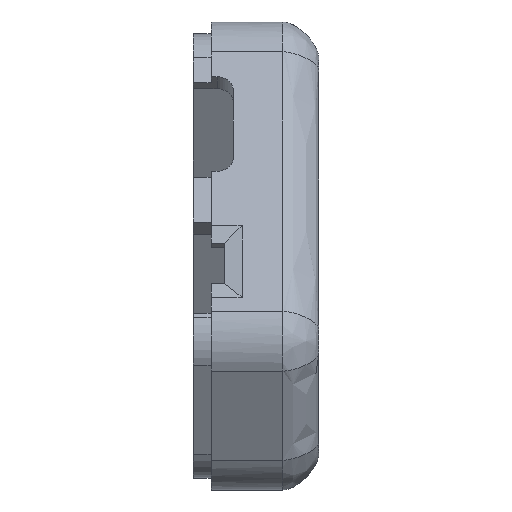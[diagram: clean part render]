
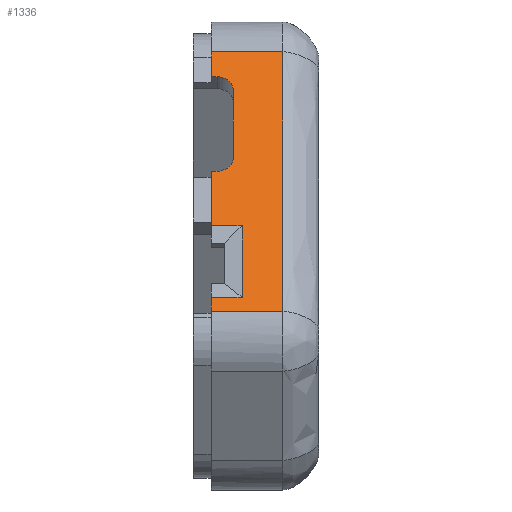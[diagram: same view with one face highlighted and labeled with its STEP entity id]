
A CAD part, left-side view. The second image highlights one B-rep face of the part: STEP entity #1336.
In plain terms, the highlighted planar face has unit normal (-0.866, 0, 0.5).
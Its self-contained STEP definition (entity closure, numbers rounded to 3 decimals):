
#4 = VERTEX_POINT ( 'NONE', #1379 ) ;
#15 = VERTEX_POINT ( 'NONE', #1960 ) ;
#24 = VECTOR ( 'NONE', #1231, 1000. ) ;
#33 = LINE ( 'NONE', #111, #354 ) ;
#36 = B_SPLINE_CURVE_WITH_KNOTS ( 'NONE', 3,
 ( #1417, #1701, #560, #1948 ),
 .UNSPECIFIED., .F., .F.,
 ( 4, 4 ),
 ( 0., 1. ),
 .UNSPECIFIED. ) ;
#111 = CARTESIAN_POINT ( 'NONE',  ( -14.896, 7.15, 8.6 ) ) ;
#230 = VERTEX_POINT ( 'NONE', #753 ) ;
#257 = VERTEX_POINT ( 'NONE', #2875 ) ;
#272 = CARTESIAN_POINT ( 'NONE',  ( -20.486, 9., -1.083 ) ) ;
#303 = ORIENTED_EDGE ( 'NONE', *, *, #1842, .T. ) ;
#307 = VECTOR ( 'NONE', #523, 1000. ) ;
#329 = DIRECTION ( 'NONE',  ( -0.866, 0., 0.5 ) ) ;
#351 = ORIENTED_EDGE ( 'NONE', *, *, #1275, .F. ) ;
#353 = EDGE_CURVE ( 'NONE', #2724, #2269, #616, .T. ) ;
#354 = VECTOR ( 'NONE', #1668, 1000. ) ;
#400 = ORIENTED_EDGE ( 'NONE', *, *, #747, .F. ) ;
#414 = VECTOR ( 'NONE', #917, 1000. ) ;
#455 = EDGE_CURVE ( 'NONE', #1575, #4, #2326, .T. ) ;
#464 = CARTESIAN_POINT ( 'NONE',  ( -17.036, 7.91, 4.893 ) ) ;
#469 = CARTESIAN_POINT ( 'NONE',  ( -10.505, 7.15, 16.205 ) ) ;
#503 = CARTESIAN_POINT ( 'NONE',  ( -9.83, 8.5, 17.374 ) ) ;
#506 = DIRECTION ( 'NONE',  ( 0.5, 0., 0.866 ) ) ;
#523 = DIRECTION ( 'NONE',  ( 0., 1., 0. ) ) ;
#552 = CARTESIAN_POINT ( 'NONE',  ( -8.63, 3., 19.452 ) ) ;
#553 = VERTEX_POINT ( 'NONE', #469 ) ;
#560 = CARTESIAN_POINT ( 'NONE',  ( -12.807, 3., 12.217 ) ) ;
#616 = LINE ( 'NONE', #3286, #1298 ) ;
#705 = ORIENTED_EDGE ( 'NONE', *, *, #1507, .T. ) ;
#708 = CARTESIAN_POINT ( 'NONE',  ( -14.896, 9., 8.6 ) ) ;
#747 = EDGE_CURVE ( 'NONE', #2659, #553, #33, .T. ) ;
#753 = CARTESIAN_POINT ( 'NONE',  ( -8.63, 9., 19.452 ) ) ;
#856 = EDGE_CURVE ( 'NONE', #553, #2749, #1751, .T. ) ;
#892 = DIRECTION ( 'NONE',  ( 0.5, 0., 0.866 ) ) ;
#917 = DIRECTION ( 'NONE',  ( 0., 1., 0. ) ) ;
#995 = ORIENTED_EDGE ( 'NONE', *, *, #3302, .F. ) ;
#998 = EDGE_CURVE ( 'NONE', #1224, #1575, #2111, .T. ) ;
#1037 = VECTOR ( 'NONE', #3176, 1000. ) ;
#1083 = EDGE_CURVE ( 'NONE', #257, #2724, #2395, .T. ) ;
#1134 = DIRECTION ( 'NONE',  ( -0.5, 0., -0.866 ) ) ;
#1165 = DIRECTION ( 'NONE',  ( 0., -1., 0. ) ) ;
#1182 = LINE ( 'NONE', #2765, #2480 ) ;
#1216 = ORIENTED_EDGE ( 'NONE', *, *, #455, .T. ) ;
#1224 = VERTEX_POINT ( 'NONE', #1779 ) ;
#1231 = DIRECTION ( 'NONE',  ( 0., -1., 0. ) ) ;
#1240 = CARTESIAN_POINT ( 'NONE',  ( -21.161, 9., -2.252 ) ) ;
#1268 = EDGE_CURVE ( 'NONE', #1662, #2659, #1926, .T. ) ;
#1275 = EDGE_CURVE ( 'NONE', #3221, #1662, #3061, .T. ) ;
#1298 = VECTOR ( 'NONE', #1134, 1000. ) ;
#1336 = ADVANCED_FACE ( 'NONE', ( #1793 ), #2064, .T. ) ;
#1379 = CARTESIAN_POINT ( 'NONE',  ( -21.161, 3., -2.252 ) ) ;
#1417 = CARTESIAN_POINT ( 'NONE',  ( -21.161, 3., -2.252 ) ) ;
#1464 = ORIENTED_EDGE ( 'NONE', *, *, #1083, .T. ) ;
#1469 = LINE ( 'NONE', #2067, #414 ) ;
#1498 = CARTESIAN_POINT ( 'NONE',  ( -13.725, 7.15, 10.627 ) ) ;
#1507 = EDGE_CURVE ( 'NONE', #3221, #257, #2033, .T. ) ;
#1543 = CARTESIAN_POINT ( 'NONE',  ( -14.896, 9., 8.6 ) ) ;
#1550 = CARTESIAN_POINT ( 'NONE',  ( -14.4, 9., 9.458 ) ) ;
#1575 = VERTEX_POINT ( 'NONE', #2497 ) ;
#1593 = DIRECTION ( 'NONE',  ( -0.5, 0., -0.866 ) ) ;
#1662 = VERTEX_POINT ( 'NONE', #3160 ) ;
#1668 = DIRECTION ( 'NONE',  ( 0.5, 0., 0.866 ) ) ;
#1701 = CARTESIAN_POINT ( 'NONE',  ( -16.984, 3., 4.983 ) ) ;
#1751 = CIRCLE ( 'NONE', #3084, 1.35 ) ;
#1762 = ORIENTED_EDGE ( 'NONE', *, *, #1268, .F. ) ;
#1779 = CARTESIAN_POINT ( 'NONE',  ( -20.486, 9., -1.083 ) ) ;
#1793 = FACE_OUTER_BOUND ( 'NONE', #2194, .T. ) ;
#1842 = EDGE_CURVE ( 'NONE', #4, #2472, #36, .T. ) ;
#1843 = ORIENTED_EDGE ( 'NONE', *, *, #856, .F. ) ;
#1868 = VECTOR ( 'NONE', #2581, 1000. ) ;
#1887 = EDGE_CURVE ( 'NONE', #2749, #15, #1469, .T. ) ;
#1926 = CIRCLE ( 'NONE', #2685, 1.35 ) ;
#1948 = CARTESIAN_POINT ( 'NONE',  ( -8.63, 3., 19.452 ) ) ;
#1960 = CARTESIAN_POINT ( 'NONE',  ( -9.83, 9., 17.374 ) ) ;
#2011 = LINE ( 'NONE', #272, #307 ) ;
#2033 = LINE ( 'NONE', #708, #1868 ) ;
#2035 = VECTOR ( 'NONE', #1593, 1000. ) ;
#2064 = PLANE ( 'NONE',  #2921 ) ;
#2067 = CARTESIAN_POINT ( 'NONE',  ( -9.83, 0., 17.374 ) ) ;
#2111 = LINE ( 'NONE', #1543, #2035 ) ;
#2118 = LINE ( 'NONE', #2330, #1037 ) ;
#2170 = ORIENTED_EDGE ( 'NONE', *, *, #1887, .F. ) ;
#2194 = EDGE_LOOP ( 'NONE', ( #1216, #303, #995, #3409, #2170, #1843, #400, #1762, #351, #705, #1464, #2895, #2948, #3364 ) ) ;
#2269 = VERTEX_POINT ( 'NONE', #2286 ) ;
#2286 = CARTESIAN_POINT ( 'NONE',  ( -20.486, 6.41, -1.083 ) ) ;
#2313 = EDGE_CURVE ( 'NONE', #2269, #1224, #2011, .T. ) ;
#2326 = LINE ( 'NONE', #1240, #2795 ) ;
#2330 = CARTESIAN_POINT ( 'NONE',  ( -14.896, 9., 8.6 ) ) ;
#2395 = LINE ( 'NONE', #464, #2634 ) ;
#2472 = VERTEX_POINT ( 'NONE', #552 ) ;
#2480 = VECTOR ( 'NONE', #1165, 1000. ) ;
#2488 = CARTESIAN_POINT ( 'NONE',  ( -10.505, 8.5, 16.205 ) ) ;
#2497 = CARTESIAN_POINT ( 'NONE',  ( -21.161, 9., -2.252 ) ) ;
#2500 = DIRECTION ( 'NONE',  ( -0.866, 0., 0.5 ) ) ;
#2536 = CARTESIAN_POINT ( 'NONE',  ( -13.725, 8.5, 10.627 ) ) ;
#2581 = DIRECTION ( 'NONE',  ( -0.5, 0., -0.866 ) ) ;
#2593 = DIRECTION ( 'NONE',  ( 0., -1., 0. ) ) ;
#2634 = VECTOR ( 'NONE', #2593, 1000. ) ;
#2659 = VERTEX_POINT ( 'NONE', #1498 ) ;
#2685 = AXIS2_PLACEMENT_3D ( 'NONE', #2536, #2500, #892 ) ;
#2724 = VERTEX_POINT ( 'NONE', #2850 ) ;
#2749 = VERTEX_POINT ( 'NONE', #503 ) ;
#2765 = CARTESIAN_POINT ( 'NONE',  ( -8.63, 9., 19.452 ) ) ;
#2795 = VECTOR ( 'NONE', #3070, 1000. ) ;
#2850 = CARTESIAN_POINT ( 'NONE',  ( -17.036, 6.41, 4.893 ) ) ;
#2875 = CARTESIAN_POINT ( 'NONE',  ( -17.036, 9., 4.893 ) ) ;
#2889 = DIRECTION ( 'NONE',  ( -0.866, 0., 0.5 ) ) ;
#2895 = ORIENTED_EDGE ( 'NONE', *, *, #353, .T. ) ;
#2903 = CARTESIAN_POINT ( 'NONE',  ( -14.896, 9., 8.6 ) ) ;
#2921 = AXIS2_PLACEMENT_3D ( 'NONE', #2903, #2889, #506 ) ;
#2948 = ORIENTED_EDGE ( 'NONE', *, *, #2313, .T. ) ;
#3029 = CARTESIAN_POINT ( 'NONE',  ( -14.4, 0., 9.458 ) ) ;
#3061 = LINE ( 'NONE', #3029, #24 ) ;
#3070 = DIRECTION ( 'NONE',  ( 0., -1., 0. ) ) ;
#3084 = AXIS2_PLACEMENT_3D ( 'NONE', #2488, #329, #3266 ) ;
#3160 = CARTESIAN_POINT ( 'NONE',  ( -14.4, 8.5, 9.458 ) ) ;
#3176 = DIRECTION ( 'NONE',  ( -0.5, 0., -0.866 ) ) ;
#3204 = EDGE_CURVE ( 'NONE', #230, #15, #2118, .T. ) ;
#3221 = VERTEX_POINT ( 'NONE', #1550 ) ;
#3266 = DIRECTION ( 'NONE',  ( 0.5, 0., 0.866 ) ) ;
#3286 = CARTESIAN_POINT ( 'NONE',  ( -19.736, 6.41, 0.216 ) ) ;
#3302 = EDGE_CURVE ( 'NONE', #230, #2472, #1182, .T. ) ;
#3364 = ORIENTED_EDGE ( 'NONE', *, *, #998, .T. ) ;
#3409 = ORIENTED_EDGE ( 'NONE', *, *, #3204, .T. ) ;
